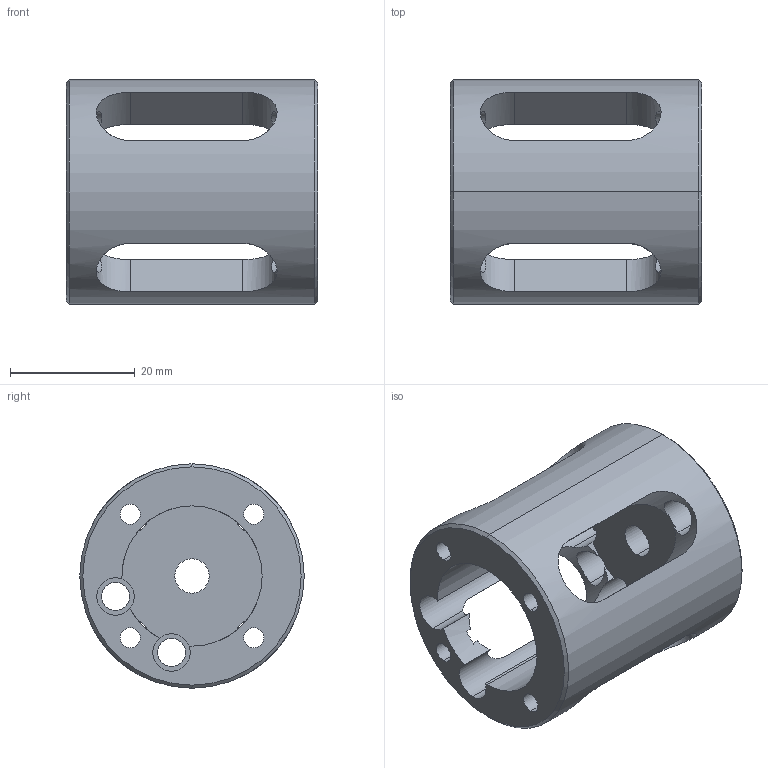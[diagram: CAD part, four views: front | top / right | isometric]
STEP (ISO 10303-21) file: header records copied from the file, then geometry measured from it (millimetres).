
FILE_DESCRIPTION (( 'STEP AP214' ), '1' );
FILE_NAME ('Connector2_AP214.STEP', '2015-01-12T03:06:13', ( '' ), ( '' ), 'SwSTEP 2.0', 'SolidWorks 2015', '' );
FILE_SCHEMA (( 'AUTOMOTIVE_DESIGN' ));
Length unit declared in the file: millimetre
Products named in the file (1): Connector2_AP214
Bounding box: 40.3 x 36 x 36 mm (x, y, z)
Volume: 16397.1 mm3; surface area: 9517.3 mm2
Topology: 1 solids, 1 shells, 79 faces, 245 edges, 162 vertices
Faces by surface type: cylinder 57, plane 18, cone 4
Entity records: 3843 total; most frequent: CARTESIAN_POINT 1585, ORIENTED_EDGE 490, DIRECTION 443, EDGE_CURVE 245, AXIS2_PLACEMENT_3D 172, VERTEX_POINT 162, EDGE_LOOP 103, VECTOR 99
